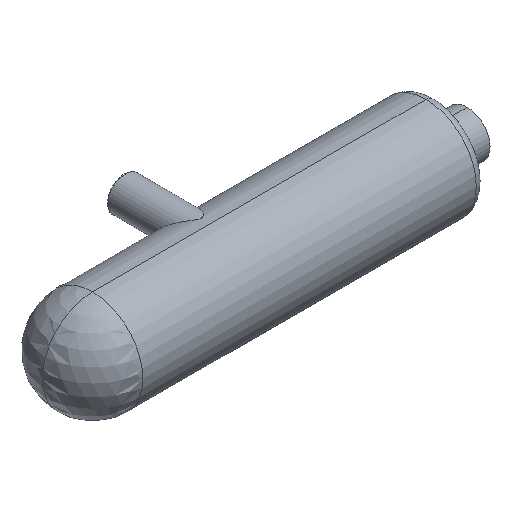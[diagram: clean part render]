
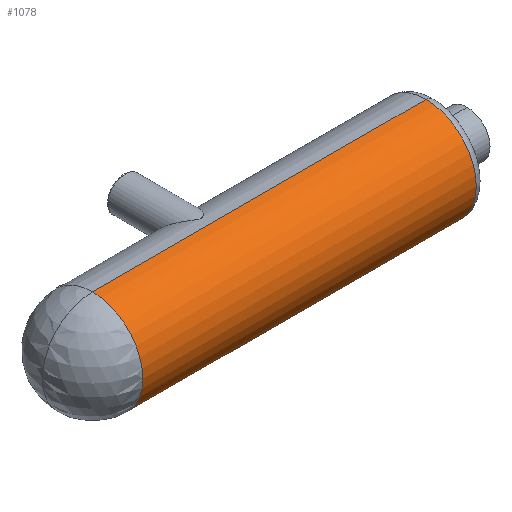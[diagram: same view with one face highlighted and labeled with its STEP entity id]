
A CAD part, isometric view. The second image highlights one B-rep face of the part: STEP entity #1078.
In plain terms, the highlighted cylindrical face has radius 13.97 mm (diameter 27.94 mm), a partial arc.
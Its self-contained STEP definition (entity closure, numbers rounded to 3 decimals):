
#954=CARTESIAN_POINT('POINT35',(19.812,0.,
   -13.97));
#955=VERTEX_POINT('VERTEX35',#954);
#963=CARTESIAN_POINT('POINT36',(19.812,0.,
   13.97));
#964=VERTEX_POINT('VERTEX36',#963);
#988=CARTESIAN_POINT('POINT37',(-72.898,0.,
   -13.97));
#989=VERTEX_POINT('VERTEX37',#988);
#990=CARTESIAN_POINT('POINT38',(-72.898,0.,
   13.97));
#991=VERTEX_POINT('VERTEX38',#990);
#999=CARTESIAN_POINT('POS67',(-72.898,0.,
   13.97));
#1000=DIRECTION('DIR119',(1.,0.,0.));
#1001=VECTOR('VEC15',#1000,25.4);
#1002=LINE('STRAIGHT15',#999,#1001);
#1003=EDGE_CURVE('EDGE57',#991,#964,#1002,.T.);
#1006=CARTESIAN_POINT('POS68',(-72.898,0.,
   -13.97));
#1007=DIRECTION('DIR120',(1.,0.,0.));
#1008=VECTOR('VEC16',#1007,25.4);
#1009=LINE('STRAIGHT16',#1006,#1008);
#1010=EDGE_CURVE('EDGE58',#989,#955,#1009,.T.);
#1022=CARTESIAN_POINT('POS69',(37.148,0.,0.));
#1023=DIRECTION('DIR121',(-1.,0.,0.));
#1024=DIRECTION('DIR122',(0.,0.,1.));
#1025=AXIS2_PLACEMENT_3D('AXIS53',#1022,#1023,#1024);
#1026=CYLINDRICAL_SURFACE('CONE_SURF10',#1025,13.97);
#1029=CARTESIAN_POINT('POS70',(19.812,0.,0.));
#1030=DIRECTION('DIR123',(-1.,0.,0.));
#1031=DIRECTION('DIR124',(0.,0.,1.));
#1032=AXIS2_PLACEMENT_3D('AXIS54',#1029,#1030,#1031);
#1033=CIRCLE('ELLIPSE35',#1032,13.97);
#1034=EDGE_CURVE('EDGE59',#955,#964,#1033,.T.);
#1066=ORIENTED_EDGE('COEDGE118',*,*,#1034,.T.);
#1067=ORIENTED_EDGE('COEDGE119',*,*,#1003,.F.);
#1068=CARTESIAN_POINT('POS74',(-72.898,0.,0.));
#1069=DIRECTION('DIR131',(-1.,0.,0.));
#1070=DIRECTION('DIR132',(0.,0.,1.));
#1071=AXIS2_PLACEMENT_3D('AXIS58',#1068,#1069,#1070);
#1072=CIRCLE('ELLIPSE38',#1071,13.97);
#1073=EDGE_CURVE('EDGE62',#989,#991,#1072,.T.);
#1074=ORIENTED_EDGE('COEDGE120',*,*,#1073,.F.);
#1075=ORIENTED_EDGE('COEDGE121',*,*,#1010,.T.);
#1076=EDGE_LOOP('NONE',(#1066,#1067,#1074,#1075));
#1077=FACE_BOUND('LOOP1',#1076,.T.);
#1078=ADVANCED_FACE('FACE31',(#1077),#1026,.T.);
